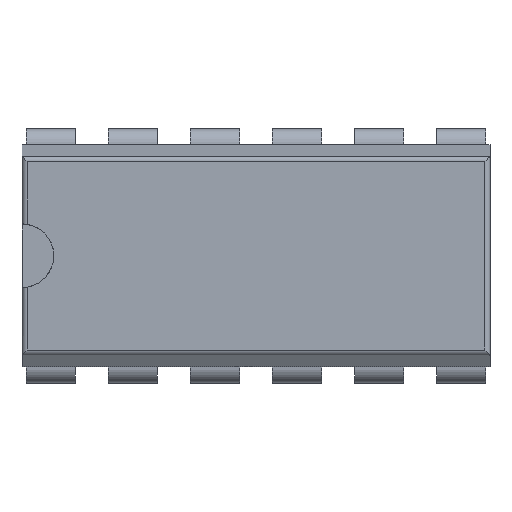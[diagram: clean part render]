
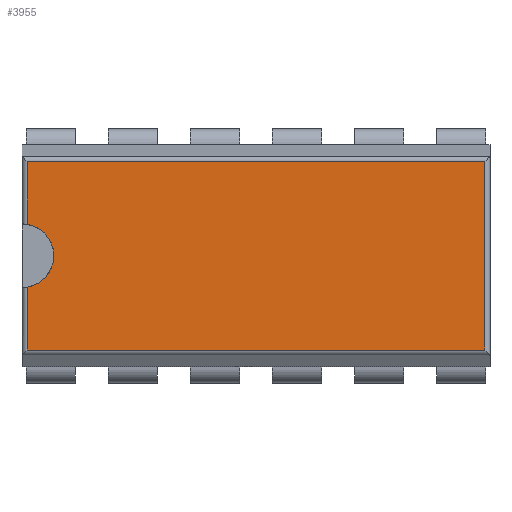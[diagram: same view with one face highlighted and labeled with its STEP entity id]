
A CAD part, top view. The second image highlights one B-rep face of the part: STEP entity #3955.
In plain terms, the highlighted planar face has unit normal (0, 0, 1).
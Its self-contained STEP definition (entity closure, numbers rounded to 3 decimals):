
#225=PLANE('',#4255);
#426=FACE_OUTER_BOUND('',#627,.T.);
#627=EDGE_LOOP('',(#3712,#3713,#3714,#3715,#3716,#3717));
#1106=LINE('',#6394,#1599);
#1107=LINE('',#6400,#1600);
#1109=LINE('',#6406,#1602);
#1111=LINE('',#6416,#1604);
#1113=LINE('',#6422,#1606);
#1599=VECTOR('',#5231,10.);
#1600=VECTOR('',#5238,10.);
#1602=VECTOR('',#5244,10.);
#1604=VECTOR('',#5254,10.);
#1606=VECTOR('',#5260,10.);
#1664=CIRCLE('',#4251,0.984);
#2024=VERTEX_POINT('',#6382);
#2025=VERTEX_POINT('',#6393);
#2027=VERTEX_POINT('',#6399);
#2029=VERTEX_POINT('',#6405);
#2033=VERTEX_POINT('',#6415);
#2035=VERTEX_POINT('',#6421);
#2573=EDGE_CURVE('',#2024,#2025,#1106,.T.);
#2576=EDGE_CURVE('',#2025,#2027,#1107,.T.);
#2579=EDGE_CURVE('',#2027,#2029,#1109,.T.);
#2584=EDGE_CURVE('',#2029,#2033,#1111,.T.);
#2587=EDGE_CURVE('',#2033,#2035,#1113,.T.);
#2598=EDGE_CURVE('',#2024,#2035,#1664,.T.);
#3712=ORIENTED_EDGE('',*,*,#2573,.F.);
#3713=ORIENTED_EDGE('',*,*,#2598,.T.);
#3714=ORIENTED_EDGE('',*,*,#2587,.F.);
#3715=ORIENTED_EDGE('',*,*,#2584,.F.);
#3716=ORIENTED_EDGE('',*,*,#2579,.F.);
#3717=ORIENTED_EDGE('',*,*,#2576,.F.);
#3955=ADVANCED_FACE('',(#426),#225,.T.);
#4251=AXIS2_PLACEMENT_3D('',#6449,#5280,#5281);
#4255=AXIS2_PLACEMENT_3D('',#6454,#5289,#5290);
#5231=DIRECTION('',(0.,1.,0.));
#5238=DIRECTION('',(1.,0.,0.));
#5244=DIRECTION('',(0.,-1.,0.));
#5254=DIRECTION('',(-1.,0.,0.));
#5260=DIRECTION('',(0.,1.,0.));
#5280=DIRECTION('center_axis',(0.,0.,-1.));
#5281=DIRECTION('ref_axis',(-1.,0.,0.));
#5289=DIRECTION('center_axis',(0.,0.,1.));
#5290=DIRECTION('ref_axis',(1.,0.,0.));
#6382=CARTESIAN_POINT('',(-7.082,0.972,3.883));
#6393=CARTESIAN_POINT('',(-7.082,2.916,3.883));
#6394=CARTESIAN_POINT('',(-7.082,1.715,3.883));
#6399=CARTESIAN_POINT('',(7.082,2.916,3.883));
#6400=CARTESIAN_POINT('',(-3.62,2.916,3.883));
#6405=CARTESIAN_POINT('',(7.082,-2.916,3.883));
#6406=CARTESIAN_POINT('',(7.082,-1.715,3.883));
#6415=CARTESIAN_POINT('',(-7.082,-2.916,3.883));
#6416=CARTESIAN_POINT('',(-3.62,-2.916,3.883));
#6421=CARTESIAN_POINT('',(-7.082,-0.972,3.883));
#6422=CARTESIAN_POINT('',(-7.082,1.715,3.883));
#6449=CARTESIAN_POINT('Origin',(-7.239,0.,
3.883));
#6454=CARTESIAN_POINT('Origin',(0.,0.,
3.883));
